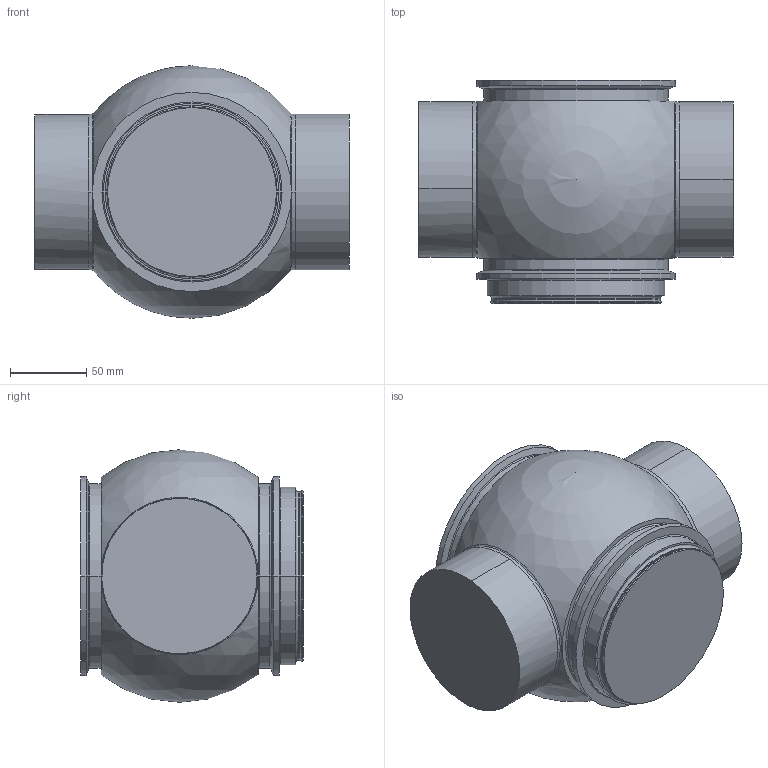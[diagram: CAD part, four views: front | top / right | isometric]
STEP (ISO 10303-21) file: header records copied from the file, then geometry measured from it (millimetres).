
FILE_DESCRIPTION (( 'STEP AP203' ), '1' );
FILE_NAME ('108580.STEP', '2018-04-04T20:32:08', ( '' ), ( '' ), 'SwSTEP 2.0', 'SolidWorks 2014', '' );
FILE_SCHEMA (( 'CONFIG_CONTROL_DESIGN' ));
Length unit declared in the file: inch
Products named in the file (1): 108580
Bounding box: 205.49 x 145.8 x 165.1 mm (x, y, z)
Volume: 2870205 mm3; surface area: 123890.7 mm2
Topology: 1 solids, 1 shells, 56 faces, 126 edges, 74 vertices
Faces by surface type: cylinder 22, torus 16, plane 9, cone 6, sphere 2, bspline 1
Entity records: 1645 total; most frequent: DIRECTION 313, CARTESIAN_POINT 296, ORIENTED_EDGE 240, AXIS2_PLACEMENT_3D 141, EDGE_CURVE 120, CIRCLE 85, VERTEX_POINT 70, EDGE_LOOP 60
